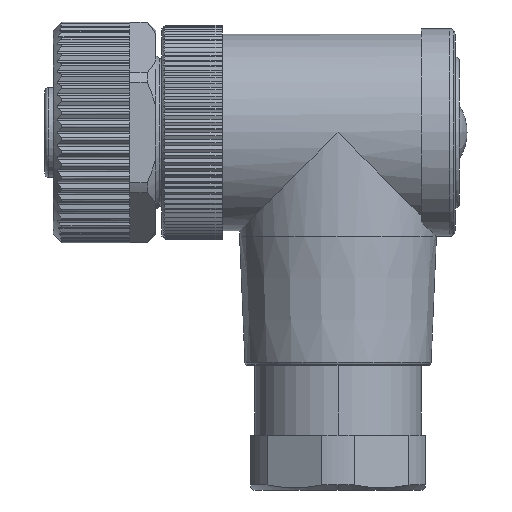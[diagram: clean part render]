
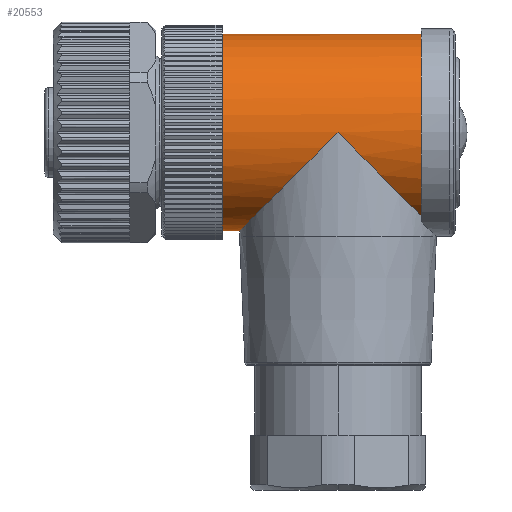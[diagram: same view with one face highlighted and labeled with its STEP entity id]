
A CAD part, front view. The second image highlights one B-rep face of the part: STEP entity #20553.
In plain terms, the highlighted cylindrical face has radius 9 mm (diameter 18 mm), a partial arc.
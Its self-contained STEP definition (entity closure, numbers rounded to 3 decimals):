
#1472=CARTESIAN_POINT('',(16.8,0.,0.));
#1473=DIRECTION('',(-1.,0.,0.));
#1474=DIRECTION('',(0.,0.,-1.));
#1475=AXIS2_PLACEMENT_3D('',#1472,#1473,#1474);
#3632=DIRECTION('',(1.,0.,0.));
#3633=VECTOR('',#3632,18.2);
#3634=CARTESIAN_POINT('',(16.8,0.,9.));
#3635=LINE('',#3634,#3633);
#3639=CARTESIAN_POINT('',(27.4,-9.,0.));
#3640=CARTESIAN_POINT('',(27.973,-9.,-0.573));
#3641=CARTESIAN_POINT('',(29.077,-8.893,
-1.676));
#3642=CARTESIAN_POINT('',(30.597,-8.456,
-3.197));
#3643=CARTESIAN_POINT('',(31.911,-7.838,
-4.511));
#3644=CARTESIAN_POINT('',(33.23,-6.915,
-5.83));
#3645=CARTESIAN_POINT('',(34.24,-5.902,
-6.84));
#3646=CARTESIAN_POINT('',(34.772,-5.18,
-7.372));
#3647=CARTESIAN_POINT('',(35.,-4.821,-7.6));
#3652=CARTESIAN_POINT('',(18.4,0.,-9.));
#3653=CARTESIAN_POINT('',(18.4,-0.363,-9.));
#3654=CARTESIAN_POINT('',(18.444,-1.098,
-8.956));
#3655=CARTESIAN_POINT('',(18.651,-2.205,
-8.749));
#3656=CARTESIAN_POINT('',(18.995,-3.3,
-8.405));
#3657=CARTESIAN_POINT('',(19.557,-4.466,
-7.843));
#3658=CARTESIAN_POINT('',(20.137,-5.352,
-7.263));
#3659=CARTESIAN_POINT('',(20.909,-6.276,
-6.491));
#3660=CARTESIAN_POINT('',(21.863,-7.14,
-5.537));
#3661=CARTESIAN_POINT('',(23.066,-7.928,
-4.334));
#3662=CARTESIAN_POINT('',(24.265,-8.474,
-3.135));
#3663=CARTESIAN_POINT('',(25.726,-8.891,
-1.674));
#3664=CARTESIAN_POINT('',(26.822,-9.,-0.578));
#3665=CARTESIAN_POINT('',(27.4,-9.,0.));
#3670=DIRECTION('',(1.,0.,0.));
#3671=VECTOR('',#3670,1.6);
#3672=CARTESIAN_POINT('',(16.8,0.,-9.));
#3673=LINE('',#3672,#3671);
#3737=CARTESIAN_POINT('',(35.,0.,0.));
#3738=DIRECTION('',(1.,0.,0.));
#3739=DIRECTION('',(0.,0.,1.));
#3740=AXIS2_PLACEMENT_3D('',#3737,#3738,#3739);
#18082=CARTESIAN_POINT('',(35.,-4.821,-7.6));
#18084=VERTEX_POINT('',#18082);
#19387=CARTESIAN_POINT('',(18.4,0.,-9.));
#19388=VERTEX_POINT('',#19387);
#19389=CARTESIAN_POINT('',(16.8,0.,-9.));
#19390=VERTEX_POINT('',#19389);
#19391=CARTESIAN_POINT('',(16.8,0.,9.));
#19392=CARTESIAN_POINT('',(35.,0.,9.));
#19393=VERTEX_POINT('',#19391);
#19394=VERTEX_POINT('',#19392);
#19396=VERTEX_POINT('',#3639);
#20535=CARTESIAN_POINT('',(24.,0.,0.));
#20536=DIRECTION('',(1.,0.,0.));
#20537=DIRECTION('',(0.,0.,-1.));
#20538=AXIS2_PLACEMENT_3D('',#20535,#20536,#20537);
#20539=CYLINDRICAL_SURFACE('',#20538,9.);
#20540=ORIENTED_EDGE('',*,*,#20528,.T.);
#20542=ORIENTED_EDGE('',*,*,#20541,.T.);
#20544=ORIENTED_EDGE('',*,*,#20543,.T.);
#20546=ORIENTED_EDGE('',*,*,#20545,.F.);
#20548=ORIENTED_EDGE('',*,*,#20547,.F.);
#20550=ORIENTED_EDGE('',*,*,#20549,.F.);
#20551=EDGE_LOOP('',(#20540,#20542,#20544,#20546,#20548,#20550));
#20552=FACE_OUTER_BOUND('',#20551,.F.);
#20553=ADVANCED_FACE('',(#20552),#20539,.T.);
#1476=CIRCLE('',#1475,9.);
#3648=B_SPLINE_CURVE_WITH_KNOTS('',3,(#3639,#3640,#3641,#3642,#3643,#3644,#3645,
#3646,#3647),.UNSPECIFIED.,.F.,.F.,(4,1,1,1,1,1,4),(0.,0.167,
0.333,0.5,0.667,0.833,1.),
.UNSPECIFIED.);
#3666=B_SPLINE_CURVE_WITH_KNOTS('',3,(#3652,#3653,#3654,#3655,#3656,#3657,#3658,
#3659,#3660,#3661,#3662,#3663,#3664,#3665),.UNSPECIFIED.,.F.,.F.,(4,1,1,1,1,1,1,
1,1,1,1,4),(0.,0.091,0.182,0.273,
0.364,0.455,0.545,0.636,
0.727,0.818,0.909,1.),.UNSPECIFIED.);
#3741=CIRCLE('',#3740,9.);
#20528=EDGE_CURVE('',#19390,#19393,#1476,.T.);
#20541=EDGE_CURVE('',#19393,#19394,#3635,.T.);
#20543=EDGE_CURVE('',#19394,#18084,#3741,.T.);
#20545=EDGE_CURVE('',#19396,#18084,#3648,.T.);
#20547=EDGE_CURVE('',#19388,#19396,#3666,.T.);
#20549=EDGE_CURVE('',#19390,#19388,#3673,.T.);
